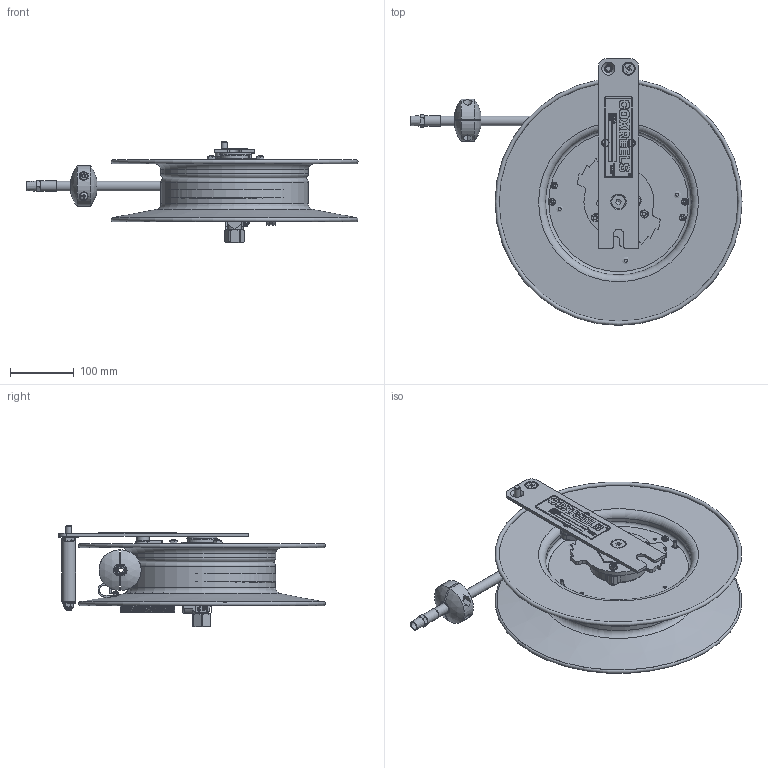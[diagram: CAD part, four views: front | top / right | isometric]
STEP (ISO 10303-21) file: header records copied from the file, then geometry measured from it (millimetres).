
FILE_DESCRIPTION(/* description */ (''),/* implementation_level */ '2;1');
FILE_NAME(/* name */ 'EZ-SR15-L325_SHARED.stp',/* time_stamp */ '2020-04-16T10:57:20-07:00',/* author */ ('NMelton'),/* organization */ (''),/* preprocessor_version */ 'ST-DEVELOPER v17',/* originating_system */ 'Autodesk Inventor 2019',/* authorisation */ '');
FILE_SCHEMA (('AUTOMOTIVE_DESIGN { 1 0 10303 214 3 1 1 }'));
Products named in the file (1): EZ-SR15-L325_SHARED
Bounding box: 520.7 x 418.37 x 159.64 mm (x, y, z)
Surface area: 807182 mm2 (no closed solid volume)
Topology: 0 solids, 154 shells, 2350 faces, 9799 edges, 7331 vertices
Faces by surface type: plane 1043, cylinder 661, bspline 368, cone 199, torus 56, sphere 23
Full cylindrical faces by diameter (mm): 2.159 x2, 2.54 x1, 3.048 x1, 3.683 x1, 3.962 x3, 4.7 x46, 4.826 x6, 5.08 x3, 5.182 x2, 5.588 x1, 6.35 x46, 8.89 x1, 9.525 x2, 10.312 x1, 11.938 x2, 12.497 x2, 12.548 x2, 12.7 x1, 12.859 x1, 13.462 x2, 14.224 x1, 14.859 x1, 15.24 x1, 16.332 x2, 17.882 x1, 18.034 x1, 19.05 x4, 19.304 x1, 20.574 x1, 20.625 x4
Entity records: 129166 total; most frequent: CARTESIAN_POINT 53209, ORIENTED_EDGE 14963, DIRECTION 13042, EDGE_CURVE 9786, VERTEX_POINT 7331, LINE 5038, VECTOR 5038, AXIS2_PLACEMENT_3D 4002
